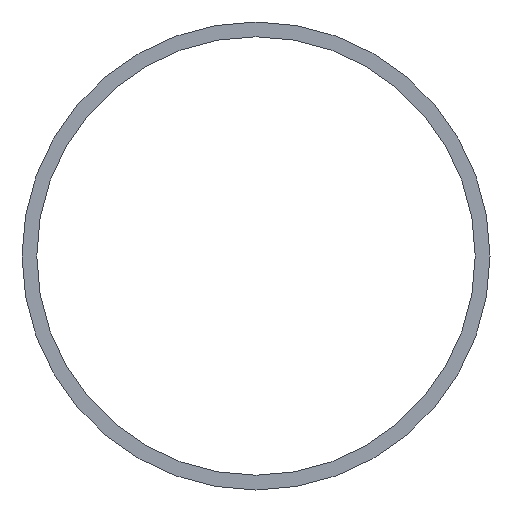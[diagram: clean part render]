
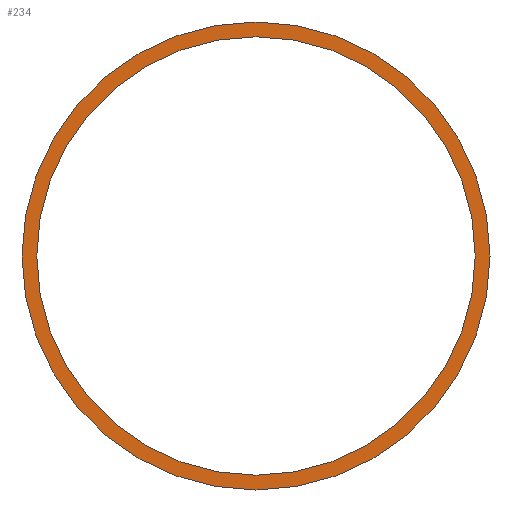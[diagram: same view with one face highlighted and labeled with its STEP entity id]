
A CAD part, left-side view. The second image highlights one B-rep face of the part: STEP entity #234.
In plain terms, the highlighted planar face has unit normal (-1, 0, 0).
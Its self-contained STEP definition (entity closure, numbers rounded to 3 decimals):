
#11 = FACE_OUTER_BOUND ( 'NONE', #65, .T. ) ;
#12 = VERTEX_POINT ( 'NONE', #47 ) ;
#34 = AXIS2_PLACEMENT_3D ( 'NONE', #226, #109, #228 ) ;
#36 = ORIENTED_EDGE ( 'NONE', *, *, #81, .T. ) ;
#40 = AXIS2_PLACEMENT_3D ( 'NONE', #243, #169, #204 ) ;
#46 = VERTEX_POINT ( 'NONE', #49 ) ;
#47 = CARTESIAN_POINT ( 'NONE',  ( 0., 0., -19. ) ) ;
#49 = CARTESIAN_POINT ( 'NONE',  ( 0., 0., 19. ) ) ;
#56 = DIRECTION ( 'NONE',  ( 0., 0., 1. ) ) ;
#65 = EDGE_LOOP ( 'NONE', ( #93, #36 ) ) ;
#66 = DIRECTION ( 'NONE',  ( -1., 0., 0. ) ) ;
#72 = CARTESIAN_POINT ( 'NONE',  ( 0., 0., -17.8 ) ) ;
#81 = EDGE_CURVE ( 'NONE', #12, #46, #246, .T. ) ;
#91 = FACE_BOUND ( 'NONE', #216, .T. ) ;
#93 = ORIENTED_EDGE ( 'NONE', *, *, #198, .T. ) ;
#104 = CIRCLE ( 'NONE', #40, 17.8 ) ;
#109 = DIRECTION ( 'NONE',  ( 1., 0., 0. ) ) ;
#122 = AXIS2_PLACEMENT_3D ( 'NONE', #159, #66, #218 ) ;
#126 = DIRECTION ( 'NONE',  ( -1., 0., 0. ) ) ;
#131 = ORIENTED_EDGE ( 'NONE', *, *, #201, .F. ) ;
#134 = AXIS2_PLACEMENT_3D ( 'NONE', #145, #126, #222 ) ;
#137 = AXIS2_PLACEMENT_3D ( 'NONE', #163, #187, #56 ) ;
#145 = CARTESIAN_POINT ( 'NONE',  ( 0., 0., 0. ) ) ;
#159 = CARTESIAN_POINT ( 'NONE',  ( 0., 0., 0. ) ) ;
#163 = CARTESIAN_POINT ( 'NONE',  ( 0., 0., 0. ) ) ;
#169 = DIRECTION ( 'NONE',  ( -1., 0., 0. ) ) ;
#176 = VERTEX_POINT ( 'NONE', #245 ) ;
#182 = VERTEX_POINT ( 'NONE', #72 ) ;
#187 = DIRECTION ( 'NONE',  ( -1., 0., 0. ) ) ;
#198 = EDGE_CURVE ( 'NONE', #46, #12, #217, .T. ) ;
#201 = EDGE_CURVE ( 'NONE', #176, #182, #104, .T. ) ;
#204 = DIRECTION ( 'NONE',  ( 0., 0., 1. ) ) ;
#208 = PLANE ( 'NONE',  #34 ) ;
#209 = CIRCLE ( 'NONE', #134, 17.8 ) ;
#212 = ORIENTED_EDGE ( 'NONE', *, *, #214, .F. ) ;
#214 = EDGE_CURVE ( 'NONE', #182, #176, #209, .T. ) ;
#216 = EDGE_LOOP ( 'NONE', ( #131, #212 ) ) ;
#217 = CIRCLE ( 'NONE', #137, 19. ) ;
#218 = DIRECTION ( 'NONE',  ( 0., 0., 1. ) ) ;
#222 = DIRECTION ( 'NONE',  ( 0., 0., 1. ) ) ;
#226 = CARTESIAN_POINT ( 'NONE',  ( 0., 17.8, 0. ) ) ;
#228 = DIRECTION ( 'NONE',  ( 0., 0., -1. ) ) ;
#234 = ADVANCED_FACE ( 'NONE', ( #91, #11 ), #208, .F. ) ;
#243 = CARTESIAN_POINT ( 'NONE',  ( 0., 0., 0. ) ) ;
#245 = CARTESIAN_POINT ( 'NONE',  ( 0., 0., 17.8 ) ) ;
#246 = CIRCLE ( 'NONE', #122, 19. ) ;
